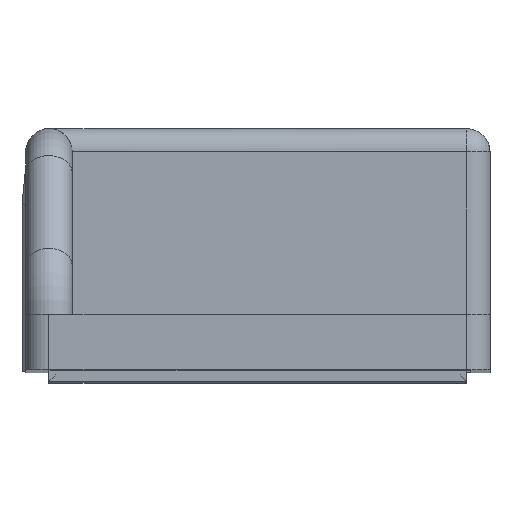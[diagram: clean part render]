
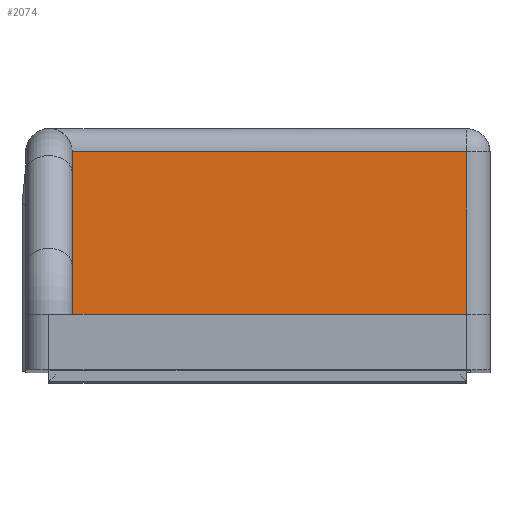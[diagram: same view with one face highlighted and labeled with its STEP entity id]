
A CAD part, top view. The second image highlights one B-rep face of the part: STEP entity #2074.
In plain terms, the highlighted planar face has unit normal (0, 0, 1).
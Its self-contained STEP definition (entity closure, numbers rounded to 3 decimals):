
#425=DIRECTION('',(-1.,0.,0.));
#426=VECTOR('',#425,21.25);
#427=CARTESIAN_POINT('',(11.25,-3.5,34.));
#428=LINE('',#427,#426);
#429=DIRECTION('',(0.,1.,0.));
#430=VECTOR('',#429,8.75);
#431=CARTESIAN_POINT('',(-10.,-3.5,34.));
#432=LINE('',#431,#430);
#433=DIRECTION('',(-1.,0.,0.));
#434=VECTOR('',#433,21.25);
#435=CARTESIAN_POINT('',(11.25,5.25,34.));
#436=LINE('',#435,#434);
#437=CARTESIAN_POINT('',(-10.,5.25,34.));
#490=DIRECTION('',(0.,1.,0.));
#491=VECTOR('',#490,8.75);
#492=CARTESIAN_POINT('',(11.25,-3.5,34.));
#493=LINE('',#492,#491);
#1336=VERTEX_POINT('',#437);
#1377=CARTESIAN_POINT('',(-10.,-3.5,34.));
#1378=VERTEX_POINT('',#1377);
#1381=CARTESIAN_POINT('',(11.25,5.25,34.));
#1382=VERTEX_POINT('',#1381);
#1383=CARTESIAN_POINT('',(11.25,-3.5,34.));
#1384=VERTEX_POINT('',#1383);
#2060=CARTESIAN_POINT('',(-10.,6.5,34.));
#2061=DIRECTION('',(0.,0.,-1.));
#2062=DIRECTION('',(0.,-1.,0.));
#2063=AXIS2_PLACEMENT_3D('',#2060,#2061,#2062);
#2064=PLANE('',#2063);
#2066=ORIENTED_EDGE('',*,*,#2065,.F.);
#2068=ORIENTED_EDGE('',*,*,#2067,.F.);
#2070=ORIENTED_EDGE('',*,*,#2069,.T.);
#2071=ORIENTED_EDGE('',*,*,#2023,.T.);
#2072=EDGE_LOOP('',(#2066,#2068,#2070,#2071));
#2073=FACE_OUTER_BOUND('',#2072,.F.);
#2074=ADVANCED_FACE('',(#2073),#2064,.F.);
#2023=EDGE_CURVE('',#1378,#1336,#432,.T.);
#2065=EDGE_CURVE('',#1382,#1336,#436,.T.);
#2067=EDGE_CURVE('',#1384,#1382,#493,.T.);
#2069=EDGE_CURVE('',#1384,#1378,#428,.T.);
